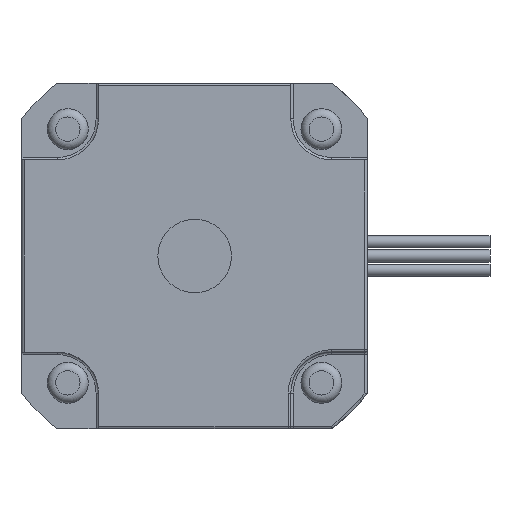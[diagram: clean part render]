
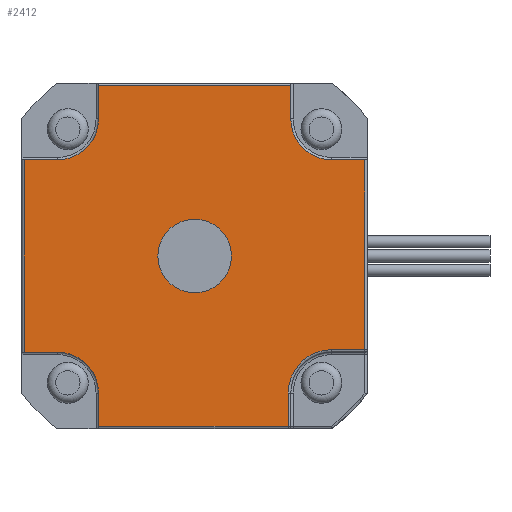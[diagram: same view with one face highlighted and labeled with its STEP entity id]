
A CAD part, front view. The second image highlights one B-rep face of the part: STEP entity #2412.
In plain terms, the highlighted planar face has unit normal (0, -1, 0).
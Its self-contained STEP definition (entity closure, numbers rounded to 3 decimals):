
#61=LINE($,#3713,#243);
#62=LINE($,#3716,#244);
#63=LINE($,#3720,#245);
#64=LINE($,#3722,#246);
#65=LINE($,#3724,#247);
#66=LINE($,#3728,#248);
#67=LINE($,#3730,#249);
#68=LINE($,#3732,#250);
#69=LINE($,#3736,#251);
#70=LINE($,#3738,#252);
#71=LINE($,#3740,#253);
#72=LINE($,#3743,#254);
#243=VECTOR($,#2907,23.5);
#244=VECTOR($,#2910,4.05);
#245=VECTOR($,#2913,4.05);
#246=VECTOR($,#2914,23.5);
#247=VECTOR($,#2915,4.05);
#248=VECTOR($,#2918,4.05);
#249=VECTOR($,#2919,23.2);
#250=VECTOR($,#2920,4.05);
#251=VECTOR($,#2923,4.05);
#252=VECTOR($,#2924,23.2);
#253=VECTOR($,#2925,4.05);
#254=VECTOR($,#2928,4.05);
#425=PLANE($,#2585);
#500=FACE_BOUND($,#715,.T.);
#501=FACE_BOUND($,#716,.T.);
#715=EDGE_LOOP($,(#1634));
#716=EDGE_LOOP($,(#1635,#1636,#1637,#1638,#1639,#1640,#1641,#1642,#1643,
#1644,#1645,#1646,#1647,#1648,#1649,#1650));
#924=CIRCLE($,#2580,4.5);
#927=CIRCLE($,#2586,5.);
#928=CIRCLE($,#2587,5.);
#929=CIRCLE($,#2588,5.3);
#930=CIRCLE($,#2589,5.);
#1068=VERTEX_POINT($,#3702);
#1069=VERTEX_POINT($,#3706);
#1072=VERTEX_POINT($,#3711);
#1073=VERTEX_POINT($,#3715);
#1074=VERTEX_POINT($,#3717);
#1075=VERTEX_POINT($,#3719);
#1076=VERTEX_POINT($,#3721);
#1077=VERTEX_POINT($,#3723);
#1078=VERTEX_POINT($,#3725);
#1079=VERTEX_POINT($,#3727);
#1080=VERTEX_POINT($,#3729);
#1081=VERTEX_POINT($,#3731);
#1082=VERTEX_POINT($,#3733);
#1083=VERTEX_POINT($,#3735);
#1084=VERTEX_POINT($,#3737);
#1085=VERTEX_POINT($,#3739);
#1086=VERTEX_POINT($,#3741);
#1292=EDGE_CURVE($,#1068,#1068,#924,.T.);
#1296=EDGE_CURVE($,#1072,#1069,#61,.T.);
#1297=EDGE_CURVE($,#1072,#1073,#62,.T.);
#1298=EDGE_CURVE($,#1073,#1074,#927,.T.);
#1299=EDGE_CURVE($,#1074,#1075,#63,.T.);
#1300=EDGE_CURVE($,#1076,#1075,#64,.T.);
#1301=EDGE_CURVE($,#1076,#1077,#65,.T.);
#1302=EDGE_CURVE($,#1077,#1078,#928,.T.);
#1303=EDGE_CURVE($,#1078,#1079,#66,.T.);
#1304=EDGE_CURVE($,#1080,#1079,#67,.T.);
#1305=EDGE_CURVE($,#1081,#1080,#68,.T.);
#1306=EDGE_CURVE($,#1082,#1081,#929,.T.);
#1307=EDGE_CURVE($,#1083,#1082,#69,.T.);
#1308=EDGE_CURVE($,#1084,#1083,#70,.T.);
#1309=EDGE_CURVE($,#1084,#1085,#71,.T.);
#1310=EDGE_CURVE($,#1085,#1086,#930,.T.);
#1311=EDGE_CURVE($,#1086,#1069,#72,.T.);
#1634=ORIENTED_EDGE($,*,*,#1292,.T.);
#1635=ORIENTED_EDGE($,*,*,#1296,.F.);
#1636=ORIENTED_EDGE($,*,*,#1297,.T.);
#1637=ORIENTED_EDGE($,*,*,#1298,.T.);
#1638=ORIENTED_EDGE($,*,*,#1299,.T.);
#1639=ORIENTED_EDGE($,*,*,#1300,.F.);
#1640=ORIENTED_EDGE($,*,*,#1301,.T.);
#1641=ORIENTED_EDGE($,*,*,#1302,.T.);
#1642=ORIENTED_EDGE($,*,*,#1303,.T.);
#1643=ORIENTED_EDGE($,*,*,#1304,.F.);
#1644=ORIENTED_EDGE($,*,*,#1305,.F.);
#1645=ORIENTED_EDGE($,*,*,#1306,.F.);
#1646=ORIENTED_EDGE($,*,*,#1307,.F.);
#1647=ORIENTED_EDGE($,*,*,#1308,.F.);
#1648=ORIENTED_EDGE($,*,*,#1309,.T.);
#1649=ORIENTED_EDGE($,*,*,#1310,.T.);
#1650=ORIENTED_EDGE($,*,*,#1311,.T.);
#2412=ADVANCED_FACE($,(#500,#501),#425,.T.);
#2580=AXIS2_PLACEMENT_3D($,#3703,#2896,#2897);
#2585=AXIS2_PLACEMENT_3D($,#3714,#2908,#2909);
#2586=AXIS2_PLACEMENT_3D($,#3718,#2911,#2912);
#2587=AXIS2_PLACEMENT_3D($,#3726,#2916,#2917);
#2588=AXIS2_PLACEMENT_3D($,#3734,#2921,#2922);
#2589=AXIS2_PLACEMENT_3D($,#3742,#2926,#2927);
#2896=DIRECTION('center_axis',(0.,1.,0.));
#2897=DIRECTION('ref_axis',(-1.,0.,0.));
#2907=DIRECTION($,(1.,0.,0.));
#2908=DIRECTION('center_axis',(0.,-1.,0.));
#2909=DIRECTION('ref_axis',(0.,0.,-1.));
#2910=DIRECTION($,(0.,0.,-1.));
#2911=DIRECTION('center_axis',(0.,1.,0.));
#2912=DIRECTION('ref_axis',(0.,0.,1.));
#2913=DIRECTION($,(-1.,0.,0.));
#2914=DIRECTION($,(0.,0.,1.));
#2915=DIRECTION($,(1.,0.,0.));
#2916=DIRECTION('center_axis',(0.,1.,0.));
#2917=DIRECTION('ref_axis',(1.,0.,0.));
#2918=DIRECTION($,(0.,0.,-1.));
#2919=DIRECTION($,(-1.,0.,0.));
#2920=DIRECTION($,(0.,0.,-1.));
#2921=DIRECTION('center_axis',(0.,-1.,0.));
#2922=DIRECTION('ref_axis',(-0.707,0.,0.707));
#2923=DIRECTION($,(-1.,0.,0.));
#2924=DIRECTION($,(0.,0.,-1.));
#2925=DIRECTION($,(-1.,0.,0.));
#2926=DIRECTION('center_axis',(0.,1.,0.));
#2927=DIRECTION('ref_axis',(-1.,0.,0.));
#2928=DIRECTION($,(0.,0.,1.));
#3702=CARTESIAN_POINT('',(4.5,0.,0.));
#3703=CARTESIAN_POINT('Origin',(0.,0.,0.));
#3706=CARTESIAN_POINT('',(11.75,0.,20.8));
#3711=CARTESIAN_POINT('',(-11.75,0.,20.8));
#3713=CARTESIAN_POINT($,(-10.55,0.,20.8));
#3714=CARTESIAN_POINT('Origin',(0.,0.,0.));
#3715=CARTESIAN_POINT('',(-11.75,0.,16.75));
#3716=CARTESIAN_POINT($,(-11.75,0.,12.541));
#3717=CARTESIAN_POINT('',(-16.75,0.,11.75));
#3718=CARTESIAN_POINT('Origin',(-16.75,0.,16.75));
#3719=CARTESIAN_POINT('',(-20.8,0.,11.75));
#3720=CARTESIAN_POINT($,(-8.375,0.,11.75));
#3721=CARTESIAN_POINT('',(-20.8,0.,-11.75));
#3722=CARTESIAN_POINT($,(-20.8,0.,-10.55));
#3723=CARTESIAN_POINT('',(-16.75,0.,-11.75));
#3724=CARTESIAN_POINT($,(-12.541,0.,-11.75));
#3725=CARTESIAN_POINT('',(-11.75,0.,-16.75));
#3726=CARTESIAN_POINT('Origin',(-16.75,0.,-16.75));
#3727=CARTESIAN_POINT('',(-11.75,0.,-20.8));
#3728=CARTESIAN_POINT($,(-11.75,0.,-8.375));
#3729=CARTESIAN_POINT('',(11.45,0.,-20.8));
#3730=CARTESIAN_POINT($,(10.55,0.,-20.8));
#3731=CARTESIAN_POINT('',(11.45,0.,-16.75));
#3732=CARTESIAN_POINT($,(11.45,0.,-12.541));
#3733=CARTESIAN_POINT('',(16.75,0.,-11.45));
#3734=CARTESIAN_POINT('Origin',(16.75,0.,-16.75));
#3735=CARTESIAN_POINT('',(20.8,0.,-11.45));
#3736=CARTESIAN_POINT($,(8.375,0.,-11.45));
#3737=CARTESIAN_POINT('',(20.8,0.,11.75));
#3738=CARTESIAN_POINT($,(20.8,0.,10.55));
#3739=CARTESIAN_POINT('',(16.75,0.,11.75));
#3740=CARTESIAN_POINT($,(12.541,0.,11.75));
#3741=CARTESIAN_POINT('',(11.75,0.,16.75));
#3742=CARTESIAN_POINT('Origin',(16.75,0.,16.75));
#3743=CARTESIAN_POINT($,(11.75,0.,8.375));
